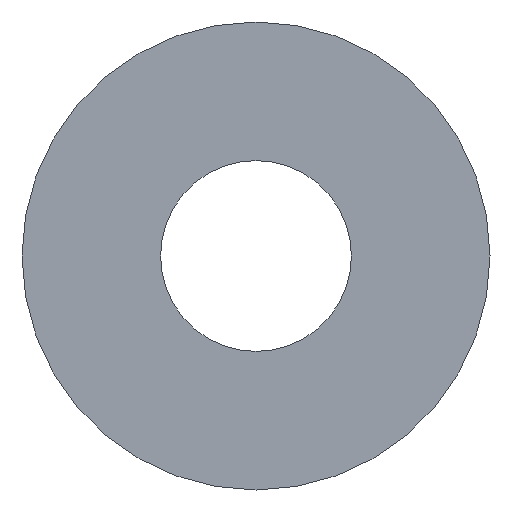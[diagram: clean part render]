
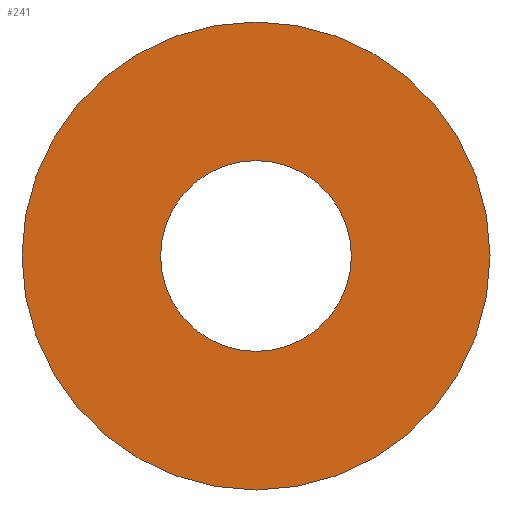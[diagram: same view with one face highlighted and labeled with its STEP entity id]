
A CAD part, front view. The second image highlights one B-rep face of the part: STEP entity #241.
In plain terms, the highlighted planar face has unit normal (0, -1, 0).
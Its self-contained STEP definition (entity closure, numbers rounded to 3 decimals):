
#9 = DIRECTION ( 'NONE',  ( 0., 0., 1. ) ) ;
#18 = CARTESIAN_POINT ( 'NONE',  ( 0., 0., 0. ) ) ;
#22 = DIRECTION ( 'NONE',  ( 0., 1., 0. ) ) ;
#23 = PLANE ( 'NONE',  #195 ) ;
#27 = EDGE_CURVE ( 'NONE', #198, #106, #52, .T. ) ;
#28 = ORIENTED_EDGE ( 'NONE', *, *, #49, .F. ) ;
#32 = DIRECTION ( 'NONE',  ( 0., 1., 0. ) ) ;
#33 = CARTESIAN_POINT ( 'NONE',  ( 0., 0., -15.5 ) ) ;
#38 = CARTESIAN_POINT ( 'NONE',  ( 0., 0., 0. ) ) ;
#40 = FACE_OUTER_BOUND ( 'NONE', #230, .T. ) ;
#42 = AXIS2_PLACEMENT_3D ( 'NONE', #234, #32, #215 ) ;
#49 = EDGE_CURVE ( 'NONE', #51, #140, #232, .T. ) ;
#51 = VERTEX_POINT ( 'NONE', #133 ) ;
#52 = CIRCLE ( 'NONE', #143, 15.5 ) ;
#82 = AXIS2_PLACEMENT_3D ( 'NONE', #176, #22, #118 ) ;
#88 = EDGE_LOOP ( 'NONE', ( #153, #169 ) ) ;
#106 = VERTEX_POINT ( 'NONE', #33 ) ;
#109 = DIRECTION ( 'NONE',  ( 0., 0., 1. ) ) ;
#118 = DIRECTION ( 'NONE',  ( 0., 0., 1. ) ) ;
#122 = DIRECTION ( 'NONE',  ( 0., 0., 1. ) ) ;
#129 = AXIS2_PLACEMENT_3D ( 'NONE', #38, #181, #122 ) ;
#130 = DIRECTION ( 'NONE',  ( 0., 1., 0. ) ) ;
#133 = CARTESIAN_POINT ( 'NONE',  ( 0., 0., 38. ) ) ;
#140 = VERTEX_POINT ( 'NONE', #231 ) ;
#143 = AXIS2_PLACEMENT_3D ( 'NONE', #18, #130, #109 ) ;
#153 = ORIENTED_EDGE ( 'NONE', *, *, #216, .T. ) ;
#160 = DIRECTION ( 'NONE',  ( 0., 1., 0. ) ) ;
#169 = ORIENTED_EDGE ( 'NONE', *, *, #27, .T. ) ;
#173 = ORIENTED_EDGE ( 'NONE', *, *, #236, .F. ) ;
#176 = CARTESIAN_POINT ( 'NONE',  ( 0., 0., 0. ) ) ;
#178 = FACE_BOUND ( 'NONE', #88, .T. ) ;
#181 = DIRECTION ( 'NONE',  ( 0., 1., 0. ) ) ;
#195 = AXIS2_PLACEMENT_3D ( 'NONE', #202, #160, #9 ) ;
#198 = VERTEX_POINT ( 'NONE', #243 ) ;
#200 = CIRCLE ( 'NONE', #82, 38. ) ;
#202 = CARTESIAN_POINT ( 'NONE',  ( 0., 0., 0. ) ) ;
#215 = DIRECTION ( 'NONE',  ( 0., 0., 1. ) ) ;
#216 = EDGE_CURVE ( 'NONE', #106, #198, #247, .T. ) ;
#230 = EDGE_LOOP ( 'NONE', ( #173, #28 ) ) ;
#231 = CARTESIAN_POINT ( 'NONE',  ( 0., 0., -38. ) ) ;
#232 = CIRCLE ( 'NONE', #42, 38. ) ;
#234 = CARTESIAN_POINT ( 'NONE',  ( 0., 0., 0. ) ) ;
#236 = EDGE_CURVE ( 'NONE', #140, #51, #200, .T. ) ;
#241 = ADVANCED_FACE ( 'NONE', ( #40, #178 ), #23, .F. ) ;
#243 = CARTESIAN_POINT ( 'NONE',  ( 0., 0., 15.5 ) ) ;
#247 = CIRCLE ( 'NONE', #129, 15.5 ) ;
